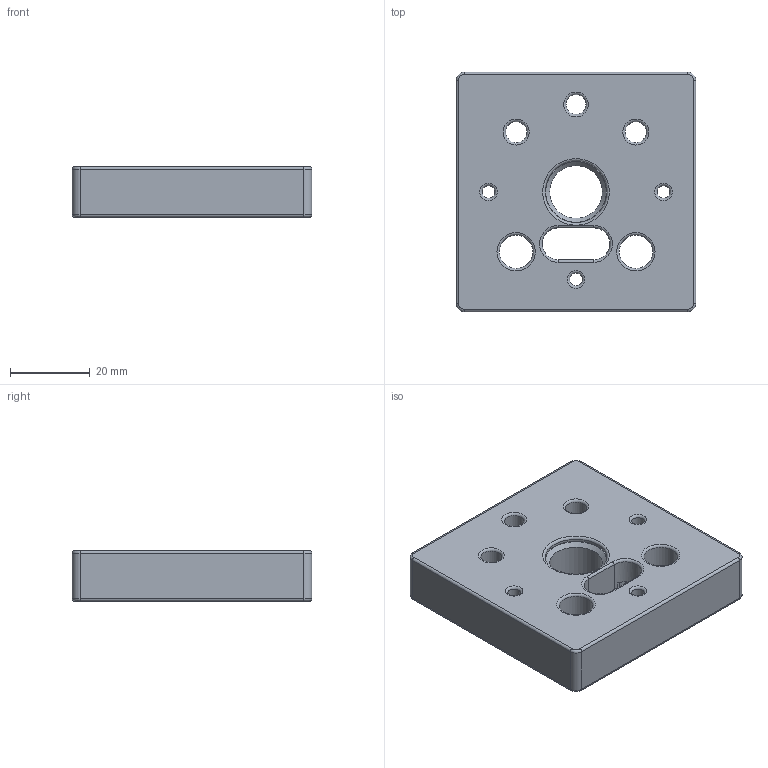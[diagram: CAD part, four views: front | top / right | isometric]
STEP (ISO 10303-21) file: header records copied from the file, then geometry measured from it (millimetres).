
FILE_DESCRIPTION(/* description */ (''),/* implementation_level */ '2;1');
FILE_NAME(/* name */ 'A-Motor_Base_X_2-T.stp',/* time_stamp */ '2020-11-01T20:26:44-08:00',/* author */ (''),/* organization */ (''),/* preprocessor_version */ 'ST-DEVELOPER v18.1',/* originating_system */ 'Autodesk Translation Framework v9.3.0.1241',/* authorisation */ '');
FILE_SCHEMA (('AUTOMOTIVE_DESIGN { 1 0 10303 214 3 1 1 }'));
Length unit declared in the file: millimetre
Products named in the file (1): Motor Base X Plastic
Bounding box: 60 x 60 x 12.7 mm (x, y, z)
Volume: 37226.4 mm3; surface area: 12808.8 mm2
Topology: 1 solids, 1 shells, 159 faces, 387 edges, 234 vertices
Faces by surface type: cylinder 69, torus 43, plane 39, bspline 7, cone 1
Full cylindrical faces by diameter (mm): 3.2 x3, 5 x1, 5.3 x2, 6.5 x2, 8.4 x2, 10 x1, 13.2 x1, 15.5 x2
Entity records: 4835 total; most frequent: DIRECTION 911, CARTESIAN_POINT 890, ORIENTED_EDGE 774, EDGE_CURVE 387, AXIS2_PLACEMENT_3D 380, VERTEX_POINT 234, CIRCLE 215, EDGE_LOOP 183
